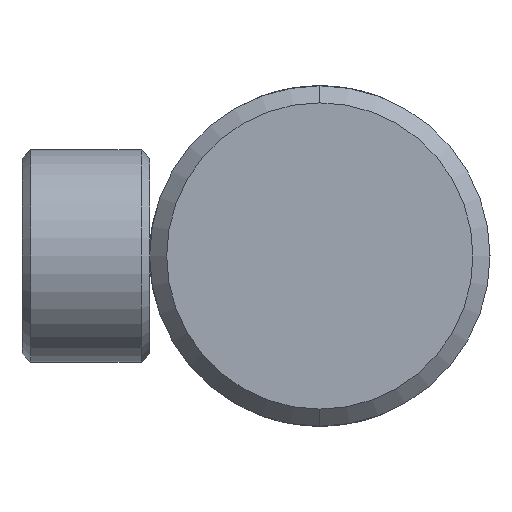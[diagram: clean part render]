
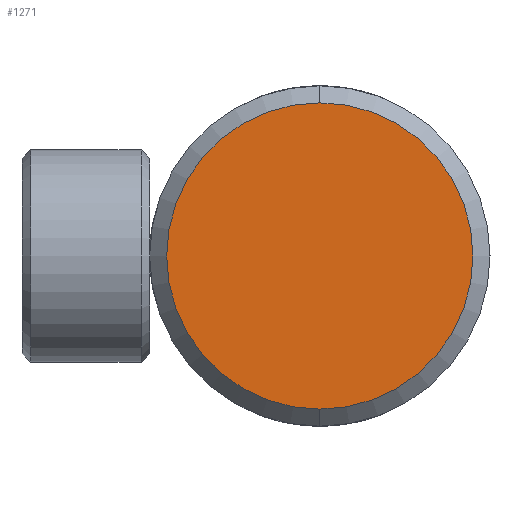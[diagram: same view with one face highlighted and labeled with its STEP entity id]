
A CAD part, left-side view. The second image highlights one B-rep face of the part: STEP entity #1271.
In plain terms, the highlighted planar face has unit normal (-1, 0, 0).
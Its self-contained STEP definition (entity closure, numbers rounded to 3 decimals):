
#16 = PLANE ( 'NONE',  #1530 ) ;
#109 = CIRCLE ( 'NONE', #1026, 18. ) ;
#133 = ORIENTED_EDGE ( 'NONE', *, *, #314, .T. ) ;
#314 = EDGE_CURVE ( 'NONE', #2627, #1079, #385, .T. ) ;
#385 = CIRCLE ( 'NONE', #2088, 18. ) ;
#431 = ORIENTED_EDGE ( 'NONE', *, *, #1086, .T. ) ;
#475 = DIRECTION ( 'NONE',  ( 0., 0., -1. ) ) ;
#701 = CARTESIAN_POINT ( 'NONE',  ( -32., 20., 0. ) ) ;
#1026 = AXIS2_PLACEMENT_3D ( 'NONE', #2806, #1198, #2566 ) ;
#1079 = VERTEX_POINT ( 'NONE', #1882 ) ;
#1086 = EDGE_CURVE ( 'NONE', #1079, #2627, #109, .T. ) ;
#1187 = DIRECTION ( 'NONE',  ( -1., 0., 0. ) ) ;
#1198 = DIRECTION ( 'NONE',  ( -1., 0., 0. ) ) ;
#1271 = ADVANCED_FACE ( 'NONE', ( #2072 ), #16, .F. ) ;
#1325 = CARTESIAN_POINT ( 'NONE',  ( -32., 0., 18. ) ) ;
#1530 = AXIS2_PLACEMENT_3D ( 'NONE', #701, #2028, #475 ) ;
#1882 = CARTESIAN_POINT ( 'NONE',  ( -32., 0., -18. ) ) ;
#2028 = DIRECTION ( 'NONE',  ( 1., 0., 0. ) ) ;
#2072 = FACE_OUTER_BOUND ( 'NONE', #2321, .T. ) ;
#2088 = AXIS2_PLACEMENT_3D ( 'NONE', #2550, #1187, #2786 ) ;
#2321 = EDGE_LOOP ( 'NONE', ( #431, #133 ) ) ;
#2550 = CARTESIAN_POINT ( 'NONE',  ( -32., 0., 0. ) ) ;
#2566 = DIRECTION ( 'NONE',  ( 0., 0., -1. ) ) ;
#2627 = VERTEX_POINT ( 'NONE', #1325 ) ;
#2786 = DIRECTION ( 'NONE',  ( 0., 0., -1. ) ) ;
#2806 = CARTESIAN_POINT ( 'NONE',  ( -32., 0., 0. ) ) ;
